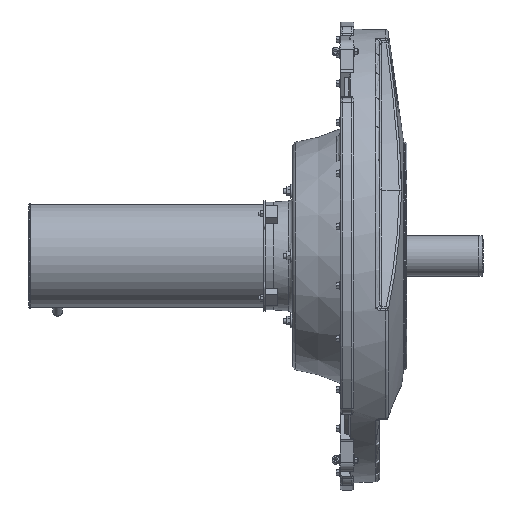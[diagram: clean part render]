
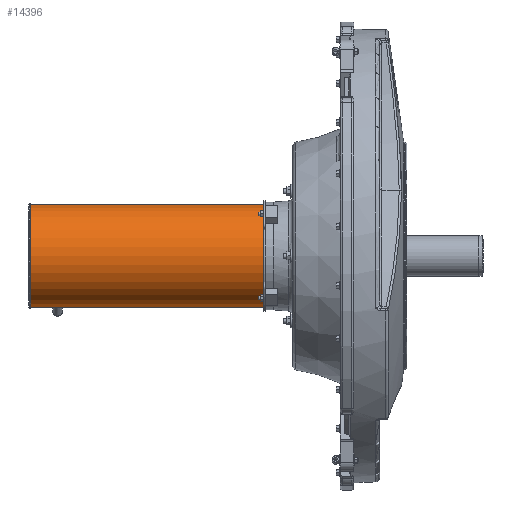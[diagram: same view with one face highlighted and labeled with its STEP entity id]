
A CAD part, top view. The second image highlights one B-rep face of the part: STEP entity #14396.
In plain terms, the highlighted cylindrical face has radius 113 mm (diameter 226 mm), a full revolution.
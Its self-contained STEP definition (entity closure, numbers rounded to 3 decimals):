
#417=B_SPLINE_CURVE_WITH_KNOTS('',3,(#25706,#25707,#25708,#25709,#25710,
#25711,#25712,#25713,#25714,#25715,#25716,#25717,#25718,#25719,#25720,#25721,
#25722,#25723,#25724,#25725,#25726,#25727,#25728,#25729,#25730,#25731,#25732,
#25733,#25734,#25735,#25736,#25737,#25738,#25739,#25740,#25741,#25742,#25743,
#25744,#25745,#25746,#25747,#25748,#25749,#25750,#25751,#25752,#25753,#25754,
#25755,#25756,#25757,#25758,#25759,#25760,#25761,#25762,#25763,#25764,#25765,
#25766,#25767,#25768,#25769,#25770,#25771),.UNSPECIFIED.,.T.,.F.,(4,2,2,
2,2,2,2,2,2,2,2,2,2,2,2,2,2,2,2,2,2,2,2,2,2,2,2,2,2,2,2,2,4),(0.,0.365,
0.73,1.095,1.46,1.826,2.191,
2.556,2.921,3.286,3.651,4.016,
4.381,4.746,5.111,5.477,5.842,
6.207,6.572,6.937,7.302,7.667,
8.032,8.397,8.762,9.127,9.493,
9.858,10.223,10.588,10.953,11.318,
11.683),.UNSPECIFIED.);
#912=FACE_BOUND('',#2924,.T.);
#913=FACE_BOUND('',#2925,.T.);
#1144=CIRCLE('',#15302,113.);
#1145=CIRCLE('',#15303,113.);
#1454=CYLINDRICAL_SURFACE('',#15301,113.);
#1986=FACE_OUTER_BOUND('',#2923,.T.);
#2923=EDGE_LOOP('',(#11143));
#2924=EDGE_LOOP('',(#11144));
#2925=EDGE_LOOP('',(#11145));
#6422=VERTEX_POINT('',#25705);
#6429=VERTEX_POINT('',#25792);
#6430=VERTEX_POINT('',#25794);
#8141=EDGE_CURVE('',#6422,#6422,#417,.T.);
#8148=EDGE_CURVE('',#6429,#6429,#1144,.T.);
#8149=EDGE_CURVE('',#6430,#6430,#1145,.T.);
#11143=ORIENTED_EDGE('',*,*,#8148,.T.);
#11144=ORIENTED_EDGE('',*,*,#8149,.F.);
#11145=ORIENTED_EDGE('',*,*,#8141,.T.);
#14396=ADVANCED_FACE('',(#1986,#912,#913),#1454,.T.);
#15301=AXIS2_PLACEMENT_3D('',#25791,#17475,#17476);
#15302=AXIS2_PLACEMENT_3D('',#25793,#17477,#17478);
#15303=AXIS2_PLACEMENT_3D('',#25795,#17479,#17480);
#17475=DIRECTION('center_axis',(-1.,0.,0.));
#17476=DIRECTION('ref_axis',(0.,0.,-1.));
#17477=DIRECTION('center_axis',(-1.,0.,0.));
#17478=DIRECTION('ref_axis',(0.,0.,1.));
#17479=DIRECTION('center_axis',(-1.,0.,0.));
#17480=DIRECTION('ref_axis',(0.,0.,1.));
#25705=CARTESIAN_POINT('',(-651.769,-65.029,-92.385));
#25706=CARTESIAN_POINT('Ctrl Pts',(-651.769,-65.029,
-92.385));
#25707=CARTESIAN_POINT('Ctrl Pts',(-652.986,-65.029,
-92.385));
#25708=CARTESIAN_POINT('Ctrl Pts',(-654.244,-65.126,
-92.317));
#25709=CARTESIAN_POINT('Ctrl Pts',(-656.744,-65.532,-92.029));
#25710=CARTESIAN_POINT('Ctrl Pts',(-657.987,-65.841,
-91.809));
#25711=CARTESIAN_POINT('Ctrl Pts',(-660.369,-66.651,
-91.223));
#25712=CARTESIAN_POINT('Ctrl Pts',(-661.511,-67.153,
-90.855));
#25713=CARTESIAN_POINT('Ctrl Pts',(-663.621,-68.301,
-89.996));
#25714=CARTESIAN_POINT('Ctrl Pts',(-664.59,-68.947,
-89.503));
#25715=CARTESIAN_POINT('Ctrl Pts',(-666.305,-70.308,
-88.439));
#25716=CARTESIAN_POINT('Ctrl Pts',(-667.109,-71.069,
-87.831));
#25717=CARTESIAN_POINT('Ctrl Pts',(-668.529,-72.705,
-86.482));
#25718=CARTESIAN_POINT('Ctrl Pts',(-669.144,-73.579,
-85.742));
#25719=CARTESIAN_POINT('Ctrl Pts',(-670.132,-75.374,
-84.168));
#25720=CARTESIAN_POINT('Ctrl Pts',(-670.505,-76.297,
-83.333));
#25721=CARTESIAN_POINT('Ctrl Pts',(-670.996,-78.124,
-81.624));
#25722=CARTESIAN_POINT('Ctrl Pts',(-671.113,-79.028,
-80.749));
#25723=CARTESIAN_POINT('Ctrl Pts',(-671.113,-80.749,
-79.028));
#25724=CARTESIAN_POINT('Ctrl Pts',(-670.996,-81.625,
-78.125));
#25725=CARTESIAN_POINT('Ctrl Pts',(-670.505,-83.335,
-76.299));
#25726=CARTESIAN_POINT('Ctrl Pts',(-670.132,-84.17,-75.376));
#25727=CARTESIAN_POINT('Ctrl Pts',(-669.144,-85.744,
-73.581));
#25728=CARTESIAN_POINT('Ctrl Pts',(-668.529,-86.484,
-72.707));
#25729=CARTESIAN_POINT('Ctrl Pts',(-667.11,-87.834,
-71.072));
#25730=CARTESIAN_POINT('Ctrl Pts',(-666.305,-88.442,-70.311));
#25731=CARTESIAN_POINT('Ctrl Pts',(-664.59,-89.507,-68.951));
#25732=CARTESIAN_POINT('Ctrl Pts',(-663.621,-90.,
-68.305));
#25733=CARTESIAN_POINT('Ctrl Pts',(-661.511,-90.86,
-67.158));
#25734=CARTESIAN_POINT('Ctrl Pts',(-660.369,-91.227,
-66.656));
#25735=CARTESIAN_POINT('Ctrl Pts',(-657.987,-91.814,-65.846));
#25736=CARTESIAN_POINT('Ctrl Pts',(-656.744,-92.034,
-65.537));
#25737=CARTESIAN_POINT('Ctrl Pts',(-654.244,-92.322,-65.131));
#25738=CARTESIAN_POINT('Ctrl Pts',(-652.986,-92.39,
-65.034));
#25739=CARTESIAN_POINT('Ctrl Pts',(-650.552,-92.39,
-65.034));
#25740=CARTESIAN_POINT('Ctrl Pts',(-649.294,-92.322,
-65.131));
#25741=CARTESIAN_POINT('Ctrl Pts',(-646.794,-92.034,-65.537));
#25742=CARTESIAN_POINT('Ctrl Pts',(-645.551,-91.814,
-65.846));
#25743=CARTESIAN_POINT('Ctrl Pts',(-643.169,-91.227,
-66.656));
#25744=CARTESIAN_POINT('Ctrl Pts',(-642.027,-90.86,
-67.158));
#25745=CARTESIAN_POINT('Ctrl Pts',(-639.917,-90.,-68.305));
#25746=CARTESIAN_POINT('Ctrl Pts',(-638.948,-89.507,-68.951));
#25747=CARTESIAN_POINT('Ctrl Pts',(-637.234,-88.442,-70.311));
#25748=CARTESIAN_POINT('Ctrl Pts',(-636.429,-87.834,
-71.072));
#25749=CARTESIAN_POINT('Ctrl Pts',(-635.009,-86.484,
-72.707));
#25750=CARTESIAN_POINT('Ctrl Pts',(-634.394,-85.744,
-73.581));
#25751=CARTESIAN_POINT('Ctrl Pts',(-633.407,-84.17,
-75.376));
#25752=CARTESIAN_POINT('Ctrl Pts',(-633.033,-83.335,
-76.299));
#25753=CARTESIAN_POINT('Ctrl Pts',(-632.542,-81.625,-78.125));
#25754=CARTESIAN_POINT('Ctrl Pts',(-632.425,-80.749,
-79.028));
#25755=CARTESIAN_POINT('Ctrl Pts',(-632.425,-79.028,
-80.749));
#25756=CARTESIAN_POINT('Ctrl Pts',(-632.542,-78.124,
-81.624));
#25757=CARTESIAN_POINT('Ctrl Pts',(-633.033,-76.297,
-83.333));
#25758=CARTESIAN_POINT('Ctrl Pts',(-633.407,-75.374,
-84.168));
#25759=CARTESIAN_POINT('Ctrl Pts',(-634.394,-73.579,
-85.742));
#25760=CARTESIAN_POINT('Ctrl Pts',(-635.009,-72.705,
-86.482));
#25761=CARTESIAN_POINT('Ctrl Pts',(-636.429,-71.069,
-87.831));
#25762=CARTESIAN_POINT('Ctrl Pts',(-637.234,-70.308,-88.439));
#25763=CARTESIAN_POINT('Ctrl Pts',(-638.948,-68.947,-89.503));
#25764=CARTESIAN_POINT('Ctrl Pts',(-639.917,-68.301,
-89.996));
#25765=CARTESIAN_POINT('Ctrl Pts',(-642.027,-67.153,-90.855));
#25766=CARTESIAN_POINT('Ctrl Pts',(-643.169,-66.651,-91.223));
#25767=CARTESIAN_POINT('Ctrl Pts',(-645.551,-65.841,
-91.809));
#25768=CARTESIAN_POINT('Ctrl Pts',(-646.794,-65.532,-92.029));
#25769=CARTESIAN_POINT('Ctrl Pts',(-649.294,-65.126,
-92.317));
#25770=CARTESIAN_POINT('Ctrl Pts',(-650.552,-65.029,
-92.385));
#25771=CARTESIAN_POINT('Ctrl Pts',(-651.769,-65.029,
-92.385));
#25791=CARTESIAN_POINT('Origin',(-454.503,0.,0.029));
#25792=CARTESIAN_POINT('',(-197.85,0.,-112.971));
#25793=CARTESIAN_POINT('Origin',(-197.85,0.,0.029));
#25794=CARTESIAN_POINT('',(-711.157,0.,-112.971));
#25795=CARTESIAN_POINT('Origin',(-711.157,0.,0.029));
